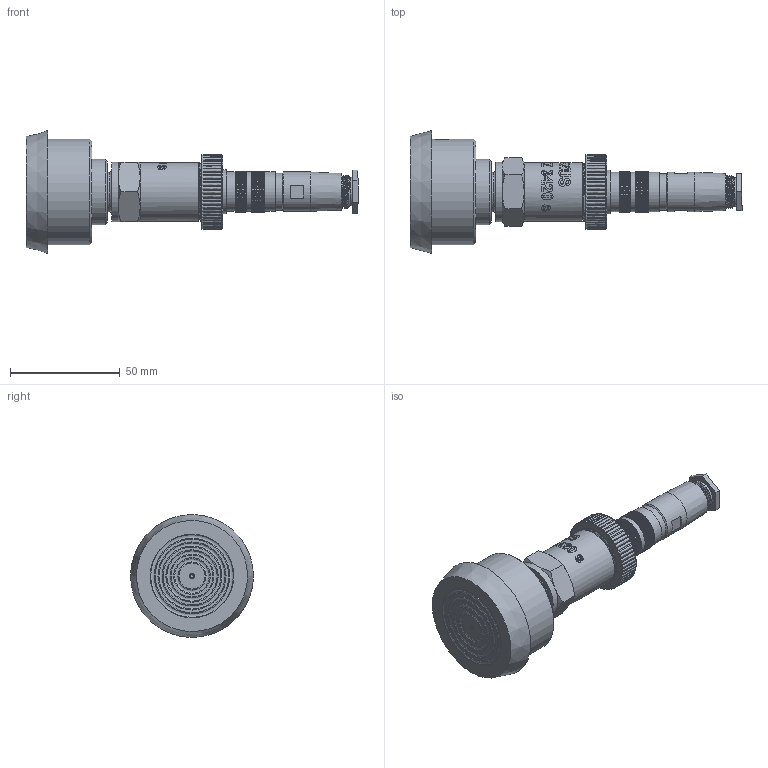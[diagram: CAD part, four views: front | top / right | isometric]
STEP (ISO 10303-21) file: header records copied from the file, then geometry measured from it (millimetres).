
FILE_DESCRIPTION(/* description */ (''),/* implementation_level */ '2;1');
FILE_NAME(/* name */ 'APZ3420s_TapperDN40_7.step',/* time_stamp */ '2021-07-08T14:14:56+03:00',/* author */ (''),/* organization */ (''),/* preprocessor_version */ 'ST-DEVELOPER v18.1',/* originating_system */ 'Autodesk Translation Framework v10.9.0.1377',/* authorisation */ '');
FILE_SCHEMA (('AUTOMOTIVE_DESIGN { 1 0 10303 214 3 1 1 }'));
Products named in the file (8): АПЗ 3420S заполненная; OMAL nut M27x1.5; Binder 723 assembly; Binder 723 female; Binder 723 male; Ш100.000.005; G1\2EN; Tapper socket DN40 diaphragm 38 v5
Assembly tree (7 placements, depth 3):
  АПЗ 3420S заполненная
    OMAL nut M27x1.5
    Binder 723 assembly
      Binder 723 female
      Binder 723 male
    Ш100.000.005
    G1\2EN
    Tapper socket DN40 diaphragm 38 v5
Bounding box: 151.25 x 56 x 56 mm (x, y, z)
Volume: 107308.4 mm3; surface area: 33989.8 mm2
Topology: 9 solids, 9 shells, 3608 faces, 9113 edges, 5960 vertices
Faces by surface type: plane 2175, cylinder 640, bspline 471, cone 307, torus 15
Full cylindrical faces by diameter (mm): 1 x15, 1.5 x5, 2 x1, 3 x1, 3.3 x1, 5 x1, 6 x3, 7 x1, 10 x1, 11.8 x1, 12 x1, 13 x1, 13.5 x1, 13.741 x3, 14.884 x2, 15.044 x5, 15.2 x1, 15.908 x4, 16.7 x1, 16.8 x1, 17.044 x7, 17.283 x6, 17.5 x1, 17.6 x1, 17.908 x7, 18 x5, 18.124 x7, 18.161 x2, 18.631 x7, 20 x1
Entity records: 141319 total; most frequent: CARTESIAN_POINT 55487, ORIENTED_EDGE 18220, DIRECTION 18154, EDGE_CURVE 9110, AXIS2_PLACEMENT_3D 7823, VERTEX_POINT 5959, EDGE_LOOP 4055, ELLIPSE 3870
